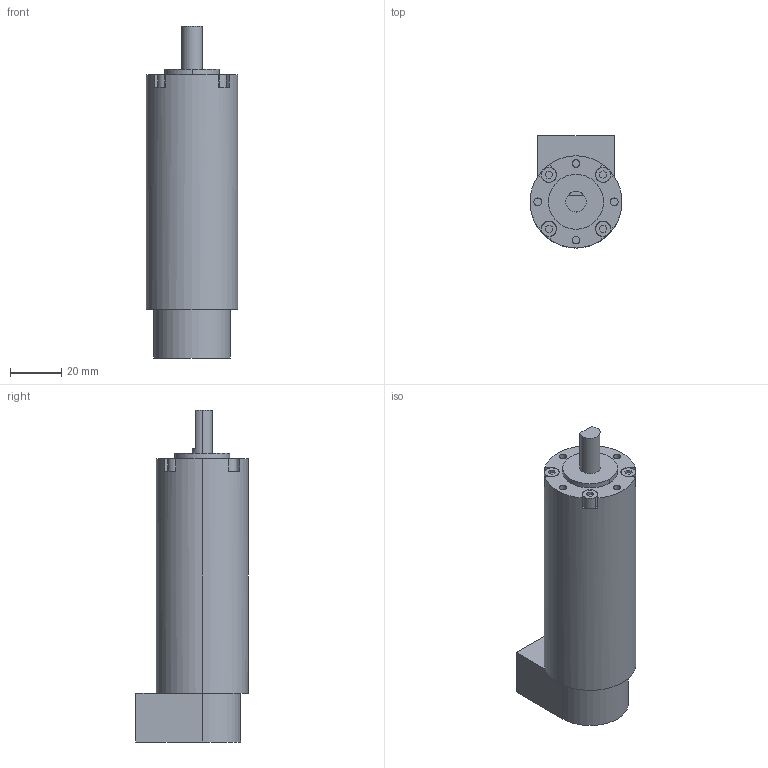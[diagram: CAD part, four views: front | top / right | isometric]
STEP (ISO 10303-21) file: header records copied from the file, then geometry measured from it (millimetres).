
FILE_DESCRIPTION((''),'2;1');
FILE_NAME('PRT0064','2019-07-24T',('mayn'),(''),'PRO/ENGINEER BY PARAMETRIC TECHNOLOGY CORPORATION, 2012480','PRO/ENGINEER BY PARAMETRIC TECHNOLOGY CORPORATION, 2012480','');
FILE_SCHEMA(('CONFIG_CONTROL_DESIGN'));
Length unit declared in the file: millimetre
Products named in the file (1): PRT0064
Bounding box: 36 x 44 x 130 mm (x, y, z)
Volume: 116180.3 mm3; surface area: 17096.3 mm2
Topology: 1 solids, 1 shells, 86 faces, 208 edges, 138 vertices
Faces by surface type: plane 59, cylinder 27
Entity records: 2560 total; most frequent: DIRECTION 446, CARTESIAN_POINT 432, ORIENTED_EDGE 416, EDGE_CURVE 208, AXIS2_PLACEMENT_3D 152, VECTOR 142, LINE 142, VERTEX_POINT 138
